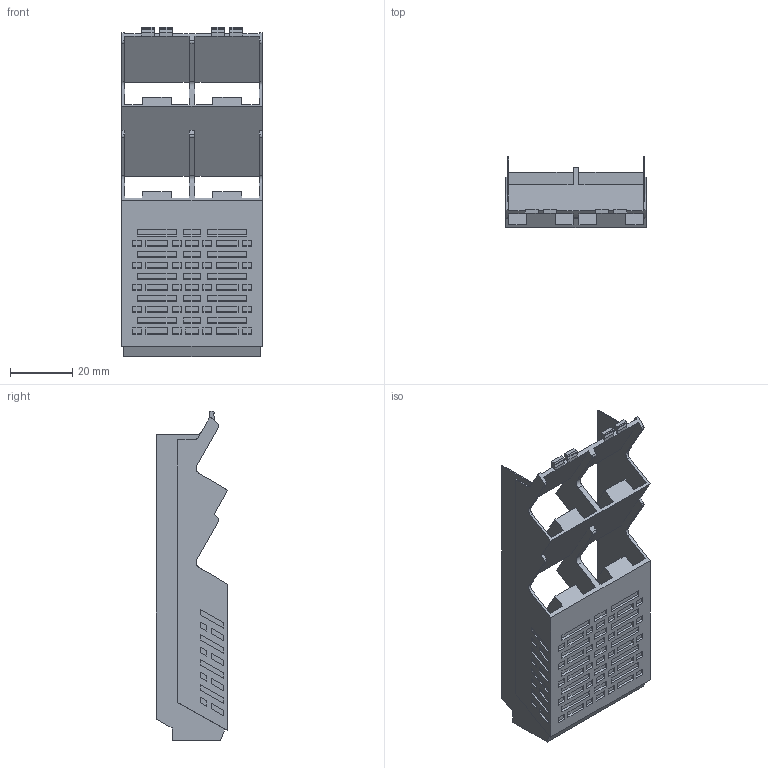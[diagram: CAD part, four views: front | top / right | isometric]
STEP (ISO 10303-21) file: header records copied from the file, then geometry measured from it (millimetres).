
FILE_DESCRIPTION(('CATIA V5R24 STEP','CAx-IF Rec.Pracs.--- Model Styling and Organization---1.2---2011-12-15'),'2;1');
FILE_NAME ('11928552_3', '2018-01-12T09:43:03+00:00', ('Weidmueller Interface'), ('Weidmueller'), 'CATIA Version 5-6 Release 2014 SP4', 'CATIA V5 STEP AP214', 'none');
FILE_SCHEMA(('AUTOMOTIVE_DESIGN { 1 0 10303 214 1 1 1 1 }'));
Length unit declared in the file: millimetre
Products named in the file (1): 1164740000
Bounding box: 45 x 22.76 x 105.49 mm (x, y, z)
Volume: 8904.2 mm3; surface area: 20330.6 mm2
Topology: 1 solids, 1 shells, 511 faces, 1478 edges, 1035 vertices
Faces by surface type: plane 487, cylinder 21, extrusion 3
Entity records: 15879 total; most frequent: CARTESIAN_POINT 3388, ORIENTED_EDGE 2956, DIRECTION 1655, EDGE_CURVE 1478, VECTOR 1211, LINE 1208, VERTEX_POINT 1035, EDGE_LOOP 585
